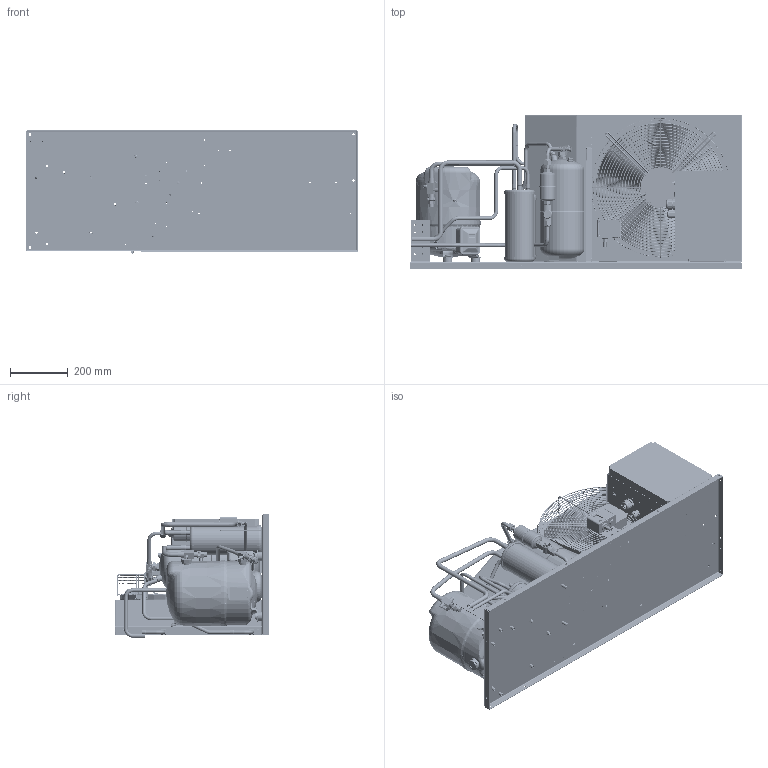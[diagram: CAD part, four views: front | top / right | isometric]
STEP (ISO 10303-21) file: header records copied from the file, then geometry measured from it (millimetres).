
FILE_DESCRIPTION((''),'2;1');
FILE_NAME('115F0233_ASM','2023-04-04T14:09:40',('U375483'),('DANFOSS COMMERCIAL COMPRESSOR'),'CREO PARAMETRIC BY PTC INC, 2022124','CREO PARAMETRIC BY PTC INC, 2022124','');
FILE_SCHEMA(('CONFIG_CONTROL_DESIGN'));
Length unit declared in the file: millimetre
Products named in the file (84): 193U3024; 193U5076; 193U3024_ASM; MT18-28-1VM; 6804502V09; 6804501V06_; 191U124407P01; 193U5105; 191U124407P01_ASM; 191U124407P02; 191U124407P00_ASM; 021Z0643; BOSS-EXTRUDE12B; BOSS-EXTRUDE8; 119-8254_FAN_MOTOR_ASM; REVOLVE1_1B; CIRPATTERN7_2_B; REVOLVE1_10_B; REVOLVE1_7_B; REVOLVE1_9_B; REVOLVE1_3_B; REVOLVE1_12_B; CIRPATTERN8_3_B; CIRPATTERN8_1_B; CIRPATTERN7_1_B; SWEEP1-221179B; REVOLVE1_8_B; SWEEP3B; REVOLVE1_14_B; CIRPATTERN9B; CIRPATTERN7_3_B; REVOLVE1_5_B; REVOLVE1_4_B; REVOLVE1_13_B; REVOLVE1_11_B; REVOLVE1_15_B; REVOLVE1_6_B; REVOLVE1_2_B; REVOLVE1_16_B; CIRPATTERN8_2_B ...
Assembly tree (101 placements, depth 4):
  115F0233_ASM
    193U3024_ASM
      193U3024
      193U5076  x8
    MT18-28-1VM
    6804502V09
    6804501V06_  x2
    191U124407P00_ASM
      191U124407P01_ASM
        191U124407P01
        193U5105  x5
      191U124407P02
    021Z0643
    119-8254_ASM
      119-8254_FAN_MOTOR_ASM
        BOSS-EXTRUDE12B
        BOSS-EXTRUDE8
      119-8254_FAN_GRILL_ASM
        REVOLVE1_1B
        CIRPATTERN7_2_B
        REVOLVE1_10_B
        REVOLVE1_7_B
        REVOLVE1_9_B
        REVOLVE1_3_B
        REVOLVE1_12_B
        CIRPATTERN8_3_B
        CIRPATTERN8_1_B
        CIRPATTERN7_1_B
        SWEEP1-221179B
        REVOLVE1_8_B
        SWEEP3B
        REVOLVE1_14_B
        CIRPATTERN9B
        CIRPATTERN7_3_B
        REVOLVE1_5_B
        REVOLVE1_4_B
        REVOLVE1_13_B
        REVOLVE1_11_B
        REVOLVE1_15_B
        REVOLVE1_6_B
        REVOLVE1_2_B
        REVOLVE1_16_B
        CIRPATTERN8_2_B
      119-8254_FAN_BLADE
    193U3033
    060-105667  x2
    060-509466
    191U161426
    118U601008
    191U165525_ASM
      LOFT-THIN1
      _PORCA_FORJADA_1-2_-_FIL-170001
    023Z8041
    014L0075
    193U3028
    193U7012_ASM
      SEX322_STECK_BOTTOM_AF1
      PG21
      CAP16
      PG_13_5  x2
Bounding box: 1151.5 x 537 x 427.8 mm (x, y, z)
Volume: 8274550.5 mm3; surface area: 6165752.2 mm2
Topology: 96 solids, 128 shells, 7702 faces, 19869 edges, 12604 vertices
Faces by surface type: plane 3788, cylinder 2214, torus 635, cone 440, bspline 331, extrusion 168, sphere 124, revolution 2
Entity records: 236823 total; most frequent: CARTESIAN_POINT 68841, ORIENTED_EDGE 35053, DIRECTION 34186, EDGE_CURVE 17587, AXIS2_PLACEMENT_3D 12132, VERTEX_POINT 11173, VECTOR 9920, LINE 9752
